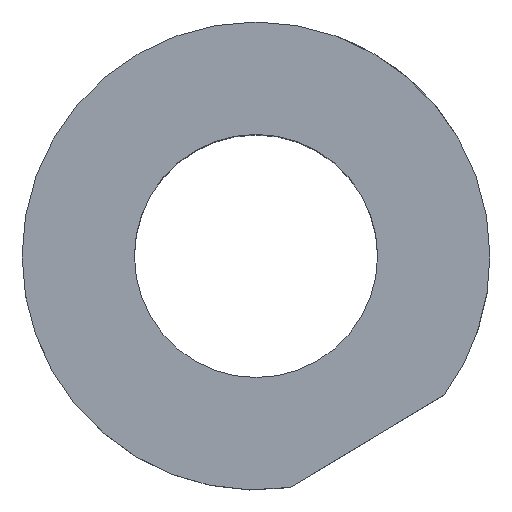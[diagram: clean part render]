
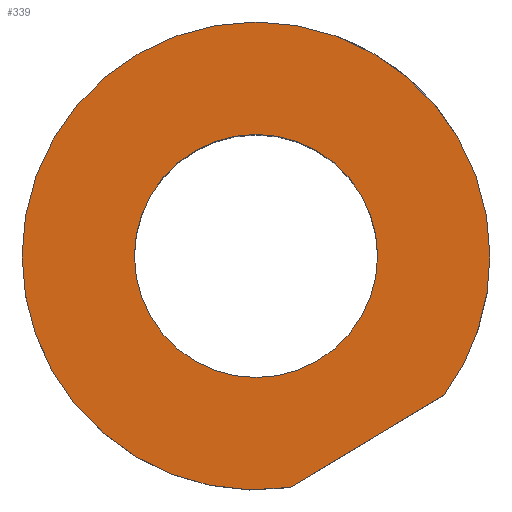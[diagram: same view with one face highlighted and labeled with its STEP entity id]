
A CAD part, top view. The second image highlights one B-rep face of the part: STEP entity #339.
In plain terms, the highlighted planar face has unit normal (0, 0, 1).
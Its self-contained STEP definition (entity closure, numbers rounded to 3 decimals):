
#6 = EDGE_LOOP ( 'NONE', ( #119, #148, #174, #188 ) ) ;
#16 = EDGE_CURVE ( 'NONE', #1357, #32, #329, .T. ) ;
#31 = EDGE_CURVE ( 'NONE', #32, #1357, #405, .T. ) ;
#32 = VERTEX_POINT ( 'NONE', #434 ) ;
#48 = VERTEX_POINT ( 'NONE', #610 ) ;
#65 = ORIENTED_EDGE ( 'NONE', *, *, #31, .F. ) ;
#83 = EDGE_CURVE ( 'NONE', #1363, #48, #847, .T. ) ;
#91 = ORIENTED_EDGE ( 'NONE', *, *, #16, .F. ) ;
#119 = ORIENTED_EDGE ( 'NONE', *, *, #1291, .T. ) ;
#148 = ORIENTED_EDGE ( 'NONE', *, *, #1330, .T. ) ;
#174 = ORIENTED_EDGE ( 'NONE', *, *, #83, .T. ) ;
#188 = ORIENTED_EDGE ( 'NONE', *, *, #595, .F. ) ;
#225 = CARTESIAN_POINT ( 'NONE',  ( 46.506, -34.238, 0. ) ) ;
#246 = CARTESIAN_POINT ( 'NONE',  ( -30., 0., 0. ) ) ;
#279 = CARTESIAN_POINT ( 'NONE',  ( -57.75, 0., 0. ) ) ;
#329 = CIRCLE ( 'NONE', #330, 30. ) ;
#330 = AXIS2_PLACEMENT_3D ( 'NONE', #331, #332, #333 ) ;
#331 = CARTESIAN_POINT ( 'NONE',  ( 0., 0., 0. ) ) ;
#332 = DIRECTION ( 'NONE',  ( 0., 0., 1. ) ) ;
#333 = DIRECTION ( 'NONE',  ( 1., 0., 0. ) ) ;
#339 = ADVANCED_FACE ( 'NONE', ( #499, #500 ), #501, .F. ) ;
#405 = CIRCLE ( 'NONE', #406, 30. ) ;
#406 = AXIS2_PLACEMENT_3D ( 'NONE', #409, #410, #411 ) ;
#409 = CARTESIAN_POINT ( 'NONE',  ( 0., 0., 0. ) ) ;
#410 = DIRECTION ( 'NONE',  ( 0., 0., 1. ) ) ;
#411 = DIRECTION ( 'NONE',  ( 1., 0., 0. ) ) ;
#434 = CARTESIAN_POINT ( 'NONE',  ( 30., 0., 0. ) ) ;
#470 = CIRCLE ( 'NONE', #471, 57.75 ) ;
#471 = AXIS2_PLACEMENT_3D ( 'NONE', #472, #473, #474 ) ;
#472 = CARTESIAN_POINT ( 'NONE',  ( 0., 0., 0. ) ) ;
#473 = DIRECTION ( 'NONE',  ( 0., 0., 1. ) ) ;
#474 = DIRECTION ( 'NONE',  ( 1., 0., 0. ) ) ;
#499 = FACE_BOUND ( 'NONE', #1312, .T. ) ;
#500 = FACE_OUTER_BOUND ( 'NONE', #6, .T. ) ;
#501 = PLANE ( 'NONE',  #502 ) ;
#502 = AXIS2_PLACEMENT_3D ( 'NONE', #503, #504, #505 ) ;
#503 = CARTESIAN_POINT ( 'NONE',  ( 0., 57.75, 0. ) ) ;
#504 = DIRECTION ( 'NONE',  ( 0., 0., -1. ) ) ;
#505 = DIRECTION ( 'NONE',  ( -1., 0., 0. ) ) ;
#595 = EDGE_CURVE ( 'NONE', #1354, #48, #710, .T. ) ;
#610 = CARTESIAN_POINT ( 'NONE',  ( 8.397, -57.136, 0. ) ) ;
#710 = LINE ( 'NONE', #711, #712 ) ;
#711 = CARTESIAN_POINT ( 'NONE',  ( 8.397, -57.136, 0. ) ) ;
#712 = VECTOR ( 'NONE', #713, 1000. ) ;
#713 = DIRECTION ( 'NONE',  ( -0.857, -0.515, 0. ) ) ;
#736 = CIRCLE ( 'NONE', #737, 57.75 ) ;
#737 = AXIS2_PLACEMENT_3D ( 'NONE', #738, #739, #740 ) ;
#738 = CARTESIAN_POINT ( 'NONE',  ( 0., 0., 0. ) ) ;
#739 = DIRECTION ( 'NONE',  ( 0., 0., 1. ) ) ;
#740 = DIRECTION ( 'NONE',  ( 1., 0., 0. ) ) ;
#777 = CARTESIAN_POINT ( 'NONE',  ( 57.75, 0., 0. ) ) ;
#847 = CIRCLE ( 'NONE', #848, 57.75 ) ;
#848 = AXIS2_PLACEMENT_3D ( 'NONE', #849, #850, #851 ) ;
#849 = CARTESIAN_POINT ( 'NONE',  ( 0., 0., 0. ) ) ;
#850 = DIRECTION ( 'NONE',  ( 0., 0., 1. ) ) ;
#851 = DIRECTION ( 'NONE',  ( 1., 0., 0. ) ) ;
#1291 = EDGE_CURVE ( 'NONE', #1354, #1331, #470, .T. ) ;
#1312 = EDGE_LOOP ( 'NONE', ( #65, #91 ) ) ;
#1330 = EDGE_CURVE ( 'NONE', #1331, #1363, #736, .T. ) ;
#1331 = VERTEX_POINT ( 'NONE', #777 ) ;
#1354 = VERTEX_POINT ( 'NONE', #225 ) ;
#1357 = VERTEX_POINT ( 'NONE', #246 ) ;
#1363 = VERTEX_POINT ( 'NONE', #279 ) ;
